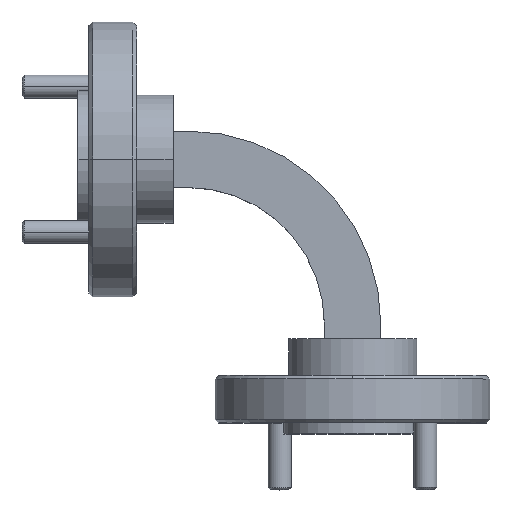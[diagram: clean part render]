
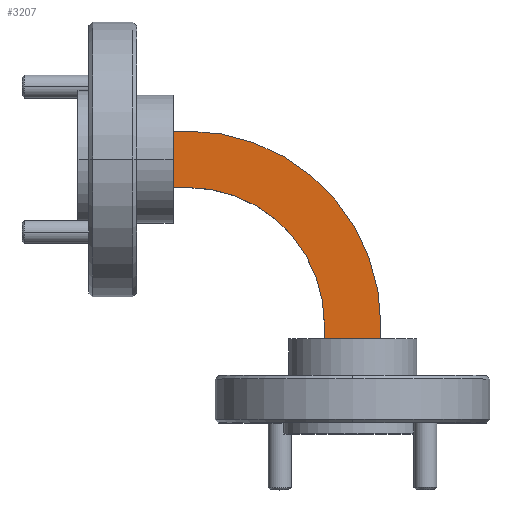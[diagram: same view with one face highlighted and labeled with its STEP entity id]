
A CAD part, top view. The second image highlights one B-rep face of the part: STEP entity #3207.
In plain terms, the highlighted planar face has unit normal (0, 0, 1).
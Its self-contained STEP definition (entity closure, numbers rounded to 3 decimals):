
#75 = ORIENTED_EDGE ( 'NONE', *, *, #1534, .F. ) ;
#99 = VECTOR ( 'NONE', #2035, 1000. ) ;
#103 = CARTESIAN_POINT ( 'NONE',  ( 7.62, -11.43, 2.896 ) ) ;
#159 = CARTESIAN_POINT ( 'NONE',  ( 6.604, -1.956, 2.896 ) ) ;
#229 = CARTESIAN_POINT ( 'NONE',  ( 7.62, -11.43, 2.896 ) ) ;
#338 = DIRECTION ( 'NONE',  ( 0., 0., 1. ) ) ;
#413 = VERTEX_POINT ( 'NONE', #4385 ) ;
#474 = DIRECTION ( 'NONE',  ( -1., 0., 0. ) ) ;
#560 = VERTEX_POINT ( 'NONE', #159 ) ;
#585 = DIRECTION ( 'NONE',  ( -1., 0., 0. ) ) ;
#658 = LINE ( 'NONE', #3364, #2419 ) ;
#734 = EDGE_CURVE ( 'NONE', #1329, #560, #1165, .T. ) ;
#843 = CARTESIAN_POINT ( 'NONE',  ( 17.094, -11.43, 2.896 ) ) ;
#880 = CARTESIAN_POINT ( 'NONE',  ( 17.094, -11.43, 2.896 ) ) ;
#881 = DIRECTION ( 'NONE',  ( -1., 0., 0. ) ) ;
#959 = DIRECTION ( 'NONE',  ( 1., 0., 0. ) ) ;
#1045 = LINE ( 'NONE', #2734, #99 ) ;
#1165 = LINE ( 'NONE', #2977, #3961 ) ;
#1210 = VERTEX_POINT ( 'NONE', #4326 ) ;
#1302 = DIRECTION ( 'NONE',  ( 0., 1., 0. ) ) ;
#1329 = VERTEX_POINT ( 'NONE', #1919 ) ;
#1384 = ORIENTED_EDGE ( 'NONE', *, *, #1441, .T. ) ;
#1441 = EDGE_CURVE ( 'NONE', #2753, #413, #658, .T. ) ;
#1503 = VECTOR ( 'NONE', #959, 1000. ) ;
#1534 = EDGE_CURVE ( 'NONE', #560, #2115, #1045, .T. ) ;
#1608 = VECTOR ( 'NONE', #1302, 1000. ) ;
#1612 = AXIS2_PLACEMENT_3D ( 'NONE', #229, #2685, #585 ) ;
#1837 = ORIENTED_EDGE ( 'NONE', *, *, #3140, .T. ) ;
#1887 = VERTEX_POINT ( 'NONE', #2904 ) ;
#1919 = CARTESIAN_POINT ( 'NONE',  ( 7.62, -1.956, 2.896 ) ) ;
#2022 = CARTESIAN_POINT ( 'NONE',  ( 7.62, -1.956, 2.896 ) ) ;
#2035 = DIRECTION ( 'NONE',  ( 0., 1., 0. ) ) ;
#2115 = VERTEX_POINT ( 'NONE', #4330 ) ;
#2122 = VECTOR ( 'NONE', #2944, 1000. ) ;
#2241 = EDGE_CURVE ( 'NONE', #3718, #2753, #3768, .T. ) ;
#2419 = VECTOR ( 'NONE', #3726, 1000. ) ;
#2438 = LINE ( 'NONE', #2691, #1503 ) ;
#2571 = DIRECTION ( 'NONE',  ( 0., 0., -1. ) ) ;
#2685 = DIRECTION ( 'NONE',  ( 0., 0., 1. ) ) ;
#2691 = CARTESIAN_POINT ( 'NONE',  ( 7.62, 1.956, 2.896 ) ) ;
#2731 = PLANE ( 'NONE',  #4199 ) ;
#2734 = CARTESIAN_POINT ( 'NONE',  ( 6.604, 0., 2.896 ) ) ;
#2753 = VERTEX_POINT ( 'NONE', #2893 ) ;
#2788 = DIRECTION ( 'NONE',  ( 1., 0., 0. ) ) ;
#2791 = EDGE_CURVE ( 'NONE', #1329, #3718, #3422, .T. ) ;
#2814 = ORIENTED_EDGE ( 'NONE', *, *, #3311, .T. ) ;
#2837 = EDGE_LOOP ( 'NONE', ( #4541, #3159, #1384, #2814, #1837, #3129, #75, #3365 ) ) ;
#2893 = CARTESIAN_POINT ( 'NONE',  ( 17.094, -12.446, 2.896 ) ) ;
#2904 = CARTESIAN_POINT ( 'NONE',  ( 21.006, -11.43, 2.896 ) ) ;
#2944 = DIRECTION ( 'NONE',  ( 0., -1., 0. ) ) ;
#2977 = CARTESIAN_POINT ( 'NONE',  ( 7.62, -1.956, 2.896 ) ) ;
#3042 = CARTESIAN_POINT ( 'NONE',  ( 21.006, -11.43, 2.896 ) ) ;
#3129 = ORIENTED_EDGE ( 'NONE', *, *, #3320, .F. ) ;
#3140 = EDGE_CURVE ( 'NONE', #1887, #1210, #3299, .T. ) ;
#3159 = ORIENTED_EDGE ( 'NONE', *, *, #2241, .T. ) ;
#3207 = ADVANCED_FACE ( 'NONE', ( #3807 ), #2731, .T. ) ;
#3299 = CIRCLE ( 'NONE', #1612, 13.386 ) ;
#3311 = EDGE_CURVE ( 'NONE', #413, #1887, #3474, .T. ) ;
#3320 = EDGE_CURVE ( 'NONE', #2115, #1210, #2438, .T. ) ;
#3364 = CARTESIAN_POINT ( 'NONE',  ( 7.62, -12.446, 2.896 ) ) ;
#3365 = ORIENTED_EDGE ( 'NONE', *, *, #734, .F. ) ;
#3422 = CIRCLE ( 'NONE', #3669, 9.474 ) ;
#3474 = LINE ( 'NONE', #3042, #1608 ) ;
#3669 = AXIS2_PLACEMENT_3D ( 'NONE', #103, #2571, #474 ) ;
#3718 = VERTEX_POINT ( 'NONE', #880 ) ;
#3726 = DIRECTION ( 'NONE',  ( 1., 0., 0. ) ) ;
#3768 = LINE ( 'NONE', #843, #2122 ) ;
#3807 = FACE_OUTER_BOUND ( 'NONE', #2837, .T. ) ;
#3961 = VECTOR ( 'NONE', #881, 1000. ) ;
#4199 = AXIS2_PLACEMENT_3D ( 'NONE', #2022, #338, #2788 ) ;
#4326 = CARTESIAN_POINT ( 'NONE',  ( 7.62, 1.956, 2.896 ) ) ;
#4330 = CARTESIAN_POINT ( 'NONE',  ( 6.604, 1.956, 2.896 ) ) ;
#4385 = CARTESIAN_POINT ( 'NONE',  ( 21.006, -12.446, 2.896 ) ) ;
#4541 = ORIENTED_EDGE ( 'NONE', *, *, #2791, .T. ) ;
